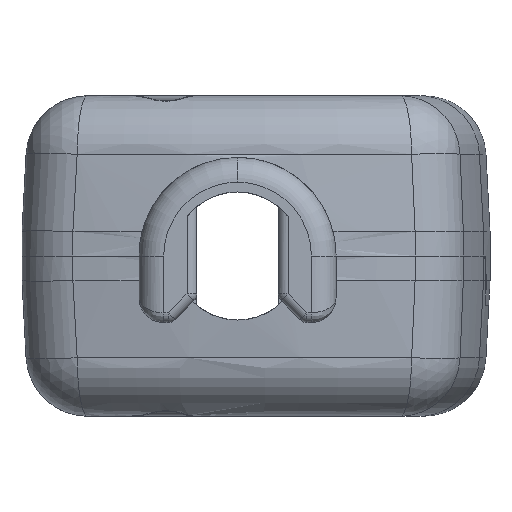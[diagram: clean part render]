
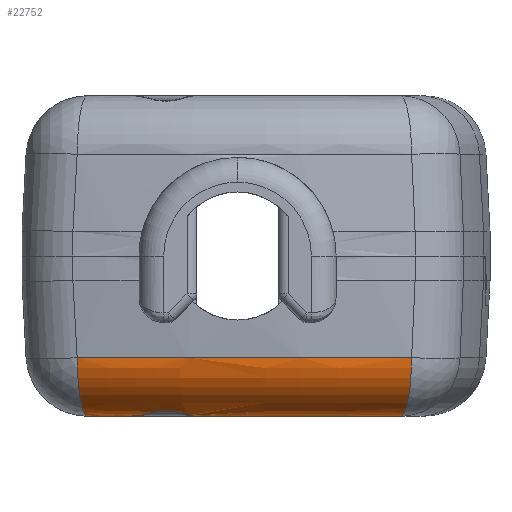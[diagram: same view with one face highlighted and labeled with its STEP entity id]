
A CAD part, left-side view. The second image highlights one B-rep face of the part: STEP entity #22752.
In plain terms, the highlighted toroidal (fillet/blend) face has major radius 36.11 mm and minor radius 2.5 mm.
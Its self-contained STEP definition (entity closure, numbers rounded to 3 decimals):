
#56=TOROIDAL_SURFACE('',#24136,36.11,2.5);
#360=B_SPLINE_CURVE_WITH_KNOTS('',3,(#32672,#32673,#32674,#32675),
 .UNSPECIFIED.,.F.,.F.,(4,4),(0.,1.),.UNSPECIFIED.);
#361=B_SPLINE_CURVE_WITH_KNOTS('',3,(#32677,#32678,#32679,#32680,#32681),
 .UNSPECIFIED.,.F.,.F.,(4,1,4),(0.,0.5,1.),
 .UNSPECIFIED.);
#362=B_SPLINE_CURVE_WITH_KNOTS('',3,(#32683,#32684,#32685,#32686),
 .UNSPECIFIED.,.F.,.F.,(4,4),(0.,1.),.UNSPECIFIED.);
#363=B_SPLINE_CURVE_WITH_KNOTS('',3,(#32688,#32689,#32690,#32691),
 .UNSPECIFIED.,.F.,.F.,(4,4),(0.,1.),.UNSPECIFIED.);
#6593=ORIENTED_EDGE('',*,*,#13387,.T.);
#6594=ORIENTED_EDGE('',*,*,#13388,.F.);
#6595=ORIENTED_EDGE('',*,*,#13389,.T.);
#6596=ORIENTED_EDGE('',*,*,#13390,.T.);
#6597=ORIENTED_EDGE('',*,*,#13391,.T.);
#6598=ORIENTED_EDGE('',*,*,#13392,.T.);
#6599=ORIENTED_EDGE('',*,*,#13393,.F.);
#6600=ORIENTED_EDGE('',*,*,#13382,.F.);
#6601=ORIENTED_EDGE('',*,*,#13394,.F.);
#13382=EDGE_CURVE('',#16740,#16731,#18743,.T.);
#13387=EDGE_CURVE('',#16743,#16744,#18747,.T.);
#13388=EDGE_CURVE('',#16745,#16744,#18748,.T.);
#13389=EDGE_CURVE('',#16745,#16746,#360,.T.);
#13390=EDGE_CURVE('',#16746,#16747,#361,.T.);
#13391=EDGE_CURVE('',#16747,#16748,#362,.T.);
#13392=EDGE_CURVE('',#16748,#16749,#363,.T.);
#13393=EDGE_CURVE('',#16731,#16749,#18749,.T.);
#13394=EDGE_CURVE('',#16743,#16740,#18750,.T.);
#16731=VERTEX_POINT('',#32623);
#16740=VERTEX_POINT('',#32654);
#16743=VERTEX_POINT('',#32668);
#16744=VERTEX_POINT('',#32669);
#16745=VERTEX_POINT('',#32671);
#16746=VERTEX_POINT('',#32676);
#16747=VERTEX_POINT('',#32682);
#16748=VERTEX_POINT('',#32687);
#16749=VERTEX_POINT('',#32692);
#18743=CIRCLE('',#24131,2.5);
#18747=CIRCLE('',#24137,2.5);
#18748=CIRCLE('',#24138,36.11);
#18749=CIRCLE('',#24139,36.11);
#18750=CIRCLE('',#24140,38.606);
#19240=EDGE_LOOP('',(#6593,#6594,#6595,#6596,#6597,#6598,#6599,#6600,#6601));
#20583=FACE_BOUND('',#19240,.T.);
#22752=ADVANCED_FACE('',(#20583),#56,.T.);
#24131=AXIS2_PLACEMENT_3D('',#32653,#26297,#26298);
#24136=AXIS2_PLACEMENT_3D('',#32666,#26307,#26308);
#24137=AXIS2_PLACEMENT_3D('',#32667,#26309,#26310);
#24138=AXIS2_PLACEMENT_3D('',#32670,#26311,#26312);
#24139=AXIS2_PLACEMENT_3D('',#32693,#26313,#26314);
#24140=AXIS2_PLACEMENT_3D('',#32694,#26315,#26316);
#26297=DIRECTION('',(0.183,-0.983,0.));
#26298=DIRECTION('',(0.983,0.183,0.));
#26307=DIRECTION('',(0.,0.,1.));
#26308=DIRECTION('',(1.,0.,0.));
#26309=DIRECTION('',(-0.169,-0.986,0.));
#26310=DIRECTION('',(-0.986,0.169,0.));
#26311=DIRECTION('',(0.,0.,-1.));
#26312=DIRECTION('',(1.,0.,0.));
#26313=DIRECTION('',(0.,0.,-1.));
#26314=DIRECTION('',(1.,0.,0.));
#26315=DIRECTION('',(0.,0.,1.));
#26316=DIRECTION('',(-1.,0.,0.));
#32623=CARTESIAN_POINT('',(-86.696,-12.179,-0.2));
#32653=CARTESIAN_POINT('',(-86.696,-12.179,2.3));
#32654=CARTESIAN_POINT('',(-89.15,-12.635,2.169));
#32666=CARTESIAN_POINT('',(-51.194,-5.579,2.3));
#32667=CARTESIAN_POINT('',(-86.785,0.522,2.3));
#32668=CARTESIAN_POINT('',(-89.245,0.944,2.169));
#32669=CARTESIAN_POINT('',(-86.785,0.522,-0.2));
#32670=CARTESIAN_POINT('',(-51.194,-5.579,-0.2));
#32671=CARTESIAN_POINT('',(-87.042,-1.237,-0.2));
#32672=CARTESIAN_POINT('',(-87.042,-1.237,-0.2));
#32673=CARTESIAN_POINT('',(-87.367,-1.537,-0.2));
#32674=CARTESIAN_POINT('',(-87.652,-1.8,-0.151));
#32675=CARTESIAN_POINT('',(-87.893,-2.022,-0.081));
#32676=CARTESIAN_POINT('',(-87.893,-2.022,-0.081));
#32677=CARTESIAN_POINT('',(-87.893,-2.022,-0.081));
#32678=CARTESIAN_POINT('',(-88.093,-2.207,-0.023));
#32679=CARTESIAN_POINT('',(-88.317,-2.729,0.067));
#32680=CARTESIAN_POINT('',(-88.085,-3.24,-0.06));
#32681=CARTESIAN_POINT('',(-87.884,-3.425,-0.116));
#32682=CARTESIAN_POINT('',(-87.884,-3.425,-0.116));
#32683=CARTESIAN_POINT('',(-87.884,-3.425,-0.116));
#32684=CARTESIAN_POINT('',(-87.828,-3.477,-0.132));
#32685=CARTESIAN_POINT('',(-87.771,-3.529,-0.145));
#32686=CARTESIAN_POINT('',(-87.714,-3.582,-0.156));
#32687=CARTESIAN_POINT('',(-87.714,-3.582,-0.156));
#32688=CARTESIAN_POINT('',(-87.714,-3.582,-0.156));
#32689=CARTESIAN_POINT('',(-87.585,-3.701,-0.182));
#32690=CARTESIAN_POINT('',(-87.433,-3.784,-0.2));
#32691=CARTESIAN_POINT('',(-87.262,-3.832,-0.2));
#32692=CARTESIAN_POINT('',(-87.262,-3.832,-0.2));
#32693=CARTESIAN_POINT('',(-51.194,-5.579,-0.2));
#32694=CARTESIAN_POINT('',(-51.194,-5.579,2.169));
